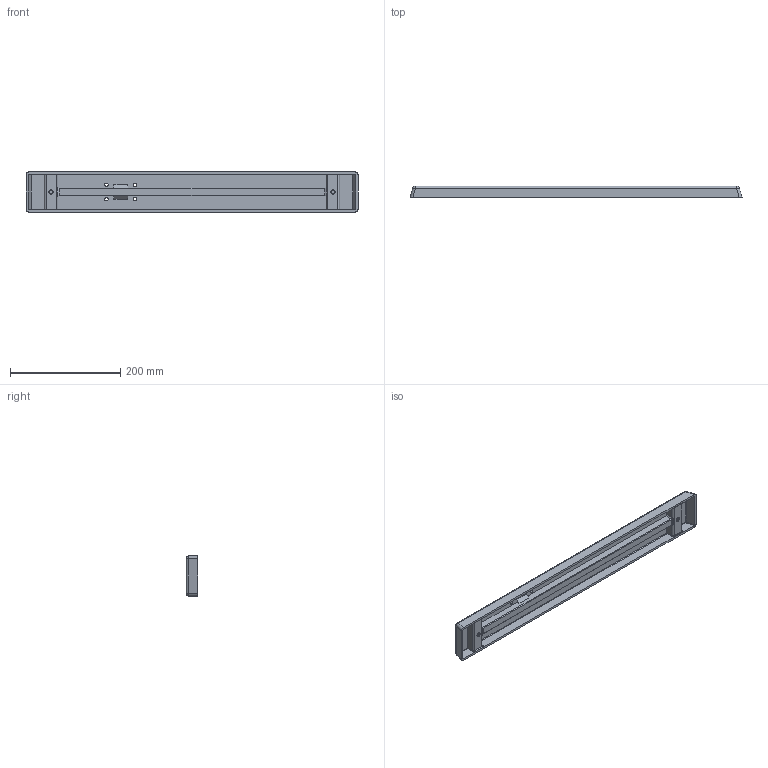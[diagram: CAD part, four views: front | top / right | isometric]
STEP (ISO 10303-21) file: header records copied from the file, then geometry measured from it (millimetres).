
FILE_DESCRIPTION((''),'2;1');
FILE_NAME('JC35TS-1434','2021-01-06T16:36:39',('sa'),('捷昌驱动'),'CREO PARAMETRIC BY PTC INC, 2018100','CREO PARAMETRIC BY PTC INC, 2018100','');
FILE_SCHEMA(('CONFIG_CONTROL_DESIGN'));
Length unit declared in the file: millimetre
Products named in the file (1): JC35TS-1434
Bounding box: 603 x 21.5 x 73 mm (x, y, z)
Volume: 319811.7 mm3; surface area: 179311.3 mm2
Topology: 1 solids, 12 shells, 136 faces, 372 edges, 246 vertices
Faces by surface type: plane 64, cylinder 48, cone 12, sphere 8, bspline 4
Entity records: 4428 total; most frequent: CARTESIAN_POINT 993, DIRECTION 723, ORIENTED_EDGE 632, EDGE_CURVE 364, AXIS2_PLACEMENT_3D 247, VERTEX_POINT 246, VECTOR 229, LINE 229
